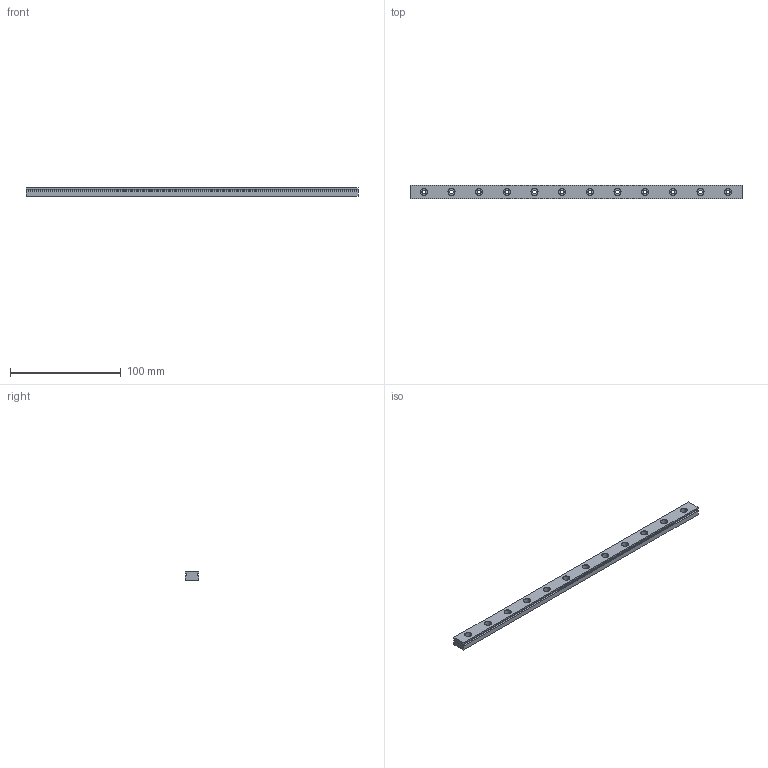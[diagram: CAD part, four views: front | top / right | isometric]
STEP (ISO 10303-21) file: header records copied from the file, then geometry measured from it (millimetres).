
FILE_DESCRIPTION(('FreeCAD Model'),'2;1');
FILE_NAME('Open CASCADE Shape Model','2025-08-22T23:15:31',(''),(''), 'Open CASCADE STEP processor 7.7','FreeCAD','Unknown');
FILE_SCHEMA(('AUTOMOTIVE_DESIGN { 1 0 10303 214 1 1 1 1 }'));
Length unit declared in the file: millimetre
Products named in the file (2): Hiwin MGN12; Hiwin rail MGN12R
Assembly tree (1 placements, depth 2):
  Hiwin MGN12
    Hiwin rail MGN12R
Bounding box: 300 x 12 x 8 mm (x, y, z)
Volume: 25678.8 mm3; surface area: 14491.9 mm2
Topology: 1 solids, 1 shells, 66 faces, 144 edges, 92 vertices
Faces by surface type: cylinder 28, plane 26, cone 12
Full cylindrical faces by diameter (mm): 3.5 x12, 6 x12
Entity records: 1908 total; most frequent: DIRECTION 348, CARTESIAN_POINT 304, ORIENTED_EDGE 288, EDGE_CURVE 144, AXIS2_PLACEMENT_3D 136, FACE_BOUND 102, EDGE_LOOP 102, VERTEX_POINT 92
